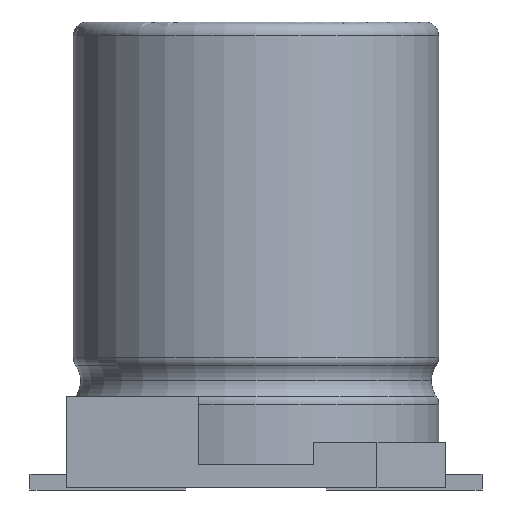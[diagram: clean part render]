
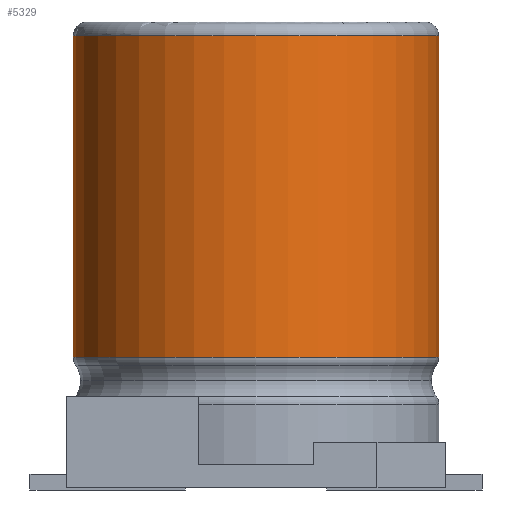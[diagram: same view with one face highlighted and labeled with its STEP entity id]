
A CAD part, front view. The second image highlights one B-rep face of the part: STEP entity #5329.
In plain terms, the highlighted cylindrical face has radius 4 mm (diameter 8 mm), a partial arc.
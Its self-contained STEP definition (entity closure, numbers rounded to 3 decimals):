
#642 = VERTEX_POINT ( 'NONE', #11066 ) ;
#1085 = CARTESIAN_POINT ( 'NONE',  ( 4., 0., 2.852 ) ) ;
#1733 = LINE ( 'NONE', #2894, #8834 ) ;
#1919 = DIRECTION ( 'NONE',  ( 0., 0., -1. ) ) ;
#2345 = DIRECTION ( 'NONE',  ( 0., 0., -1. ) ) ;
#2629 = EDGE_CURVE ( 'NONE', #642, #8368, #4386, .T. ) ;
#2730 = VERTEX_POINT ( 'NONE', #11287 ) ;
#2894 = CARTESIAN_POINT ( 'NONE',  ( -4., 0., 31.714 ) ) ;
#2972 = CARTESIAN_POINT ( 'NONE',  ( 0., 0., 2.852 ) ) ;
#3049 = DIRECTION ( 'NONE',  ( -1., 0., 0. ) ) ;
#3197 = CARTESIAN_POINT ( 'NONE',  ( 0., 0., 9.9 ) ) ;
#3307 = DIRECTION ( 'NONE',  ( 0., 0., -1. ) ) ;
#3405 = EDGE_CURVE ( 'NONE', #4877, #8368, #3987, .T. ) ;
#3987 = CIRCLE ( 'NONE', #10232, 4. ) ;
#4348 = AXIS2_PLACEMENT_3D ( 'NONE', #3197, #10493, #6422 ) ;
#4386 = LINE ( 'NONE', #12664, #12655 ) ;
#4575 = EDGE_CURVE ( 'NONE', #2730, #4877, #1733, .T. ) ;
#4877 = VERTEX_POINT ( 'NONE', #8865 ) ;
#5329 = ADVANCED_FACE ( 'NONE', ( #12833 ), #11871, .T. ) ;
#6422 = DIRECTION ( 'NONE',  ( 1., 0., 0. ) ) ;
#6692 = CARTESIAN_POINT ( 'NONE',  ( 0., 0., 31.714 ) ) ;
#6789 = EDGE_LOOP ( 'NONE', ( #8495, #10037, #11610, #11534 ) ) ;
#8368 = VERTEX_POINT ( 'NONE', #1085 ) ;
#8495 = ORIENTED_EDGE ( 'NONE', *, *, #2629, .F. ) ;
#8834 = VECTOR ( 'NONE', #1919, 1000. ) ;
#8865 = CARTESIAN_POINT ( 'NONE',  ( -4., 0., 2.852 ) ) ;
#9027 = CIRCLE ( 'NONE', #4348, 4. ) ;
#9742 = AXIS2_PLACEMENT_3D ( 'NONE', #6692, #2345, #12959 ) ;
#10037 = ORIENTED_EDGE ( 'NONE', *, *, #12406, .T. ) ;
#10232 = AXIS2_PLACEMENT_3D ( 'NONE', #2972, #10416, #3049 ) ;
#10416 = DIRECTION ( 'NONE',  ( 0., 0., 1. ) ) ;
#10493 = DIRECTION ( 'NONE',  ( 0., 0., -1. ) ) ;
#11066 = CARTESIAN_POINT ( 'NONE',  ( 4., 0., 9.9 ) ) ;
#11287 = CARTESIAN_POINT ( 'NONE',  ( -4., 0., 9.9 ) ) ;
#11534 = ORIENTED_EDGE ( 'NONE', *, *, #3405, .T. ) ;
#11610 = ORIENTED_EDGE ( 'NONE', *, *, #4575, .T. ) ;
#11871 = CYLINDRICAL_SURFACE ( 'NONE', #9742, 4. ) ;
#12406 = EDGE_CURVE ( 'NONE', #642, #2730, #9027, .T. ) ;
#12655 = VECTOR ( 'NONE', #3307, 1000. ) ;
#12664 = CARTESIAN_POINT ( 'NONE',  ( 4., 0., 31.714 ) ) ;
#12833 = FACE_OUTER_BOUND ( 'NONE', #6789, .T. ) ;
#12959 = DIRECTION ( 'NONE',  ( -1., 0., 0. ) ) ;
